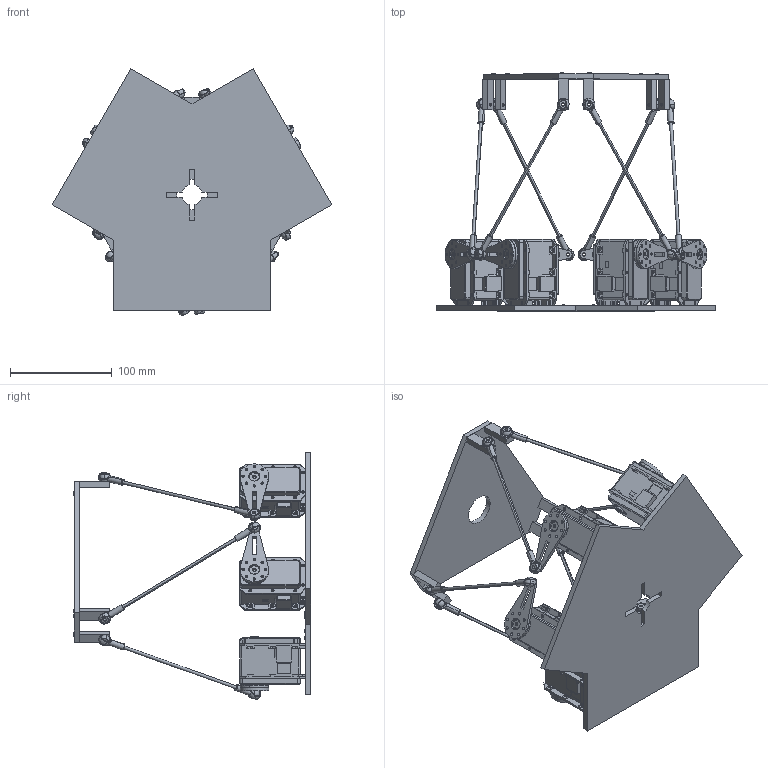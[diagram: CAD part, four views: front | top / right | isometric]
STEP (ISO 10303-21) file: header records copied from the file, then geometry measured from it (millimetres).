
FILE_DESCRIPTION (( 'STEP AP214' ), '1' );
FILE_NAME ('Assem3.STEP', '2022-02-14T13:46:09', ( '' ), ( '' ), 'SwSTEP 2.0', 'SolidWorks 2021', '' );
FILE_SCHEMA (( 'AUTOMOTIVE_DESIGN' ));
Length unit declared in the file: millimetre
Products named in the file (13): Dynamixel_HN05-N102; JointHolder; BallJoint2; Bottom; Assem0; Assem2; Dynamixel_MX106R; Platform_1; Link_1; Assem3; ServoArm; Assem1; BallJoint_1
Assembly tree (44 placements, depth 3):
  Assem3
    Bottom
    Dynamixel_MX106R  x6
    Dynamixel_HN05-N102  x6
    Assem1  x6
      ServoArm
      BallJoint2
    Assem0  x6
      Link_1
      BallJoint_1
    Assem2
      Platform_1
      JointHolder  x6
      BallJoint2  x6
Bounding box: 274.64 x 233.75 x 242.54 mm (x, y, z)
Volume: 861046.9 mm3; surface area: 279492.3 mm2
Topology: 56 solids, 56 shells, 3741 faces, 10143 edges, 6482 vertices
Faces by surface type: plane 1909, cylinder 1212, cone 378, sphere 120, bspline 86, torus 36
Entity records: 30051 total; most frequent: CARTESIAN_POINT 10210, ORIENTED_EDGE 4182, DIRECTION 3671, EDGE_CURVE 2091, VERTEX_POINT 1358, VECTOR 1293, LINE 1293, AXIS2_PLACEMENT_3D 1189
